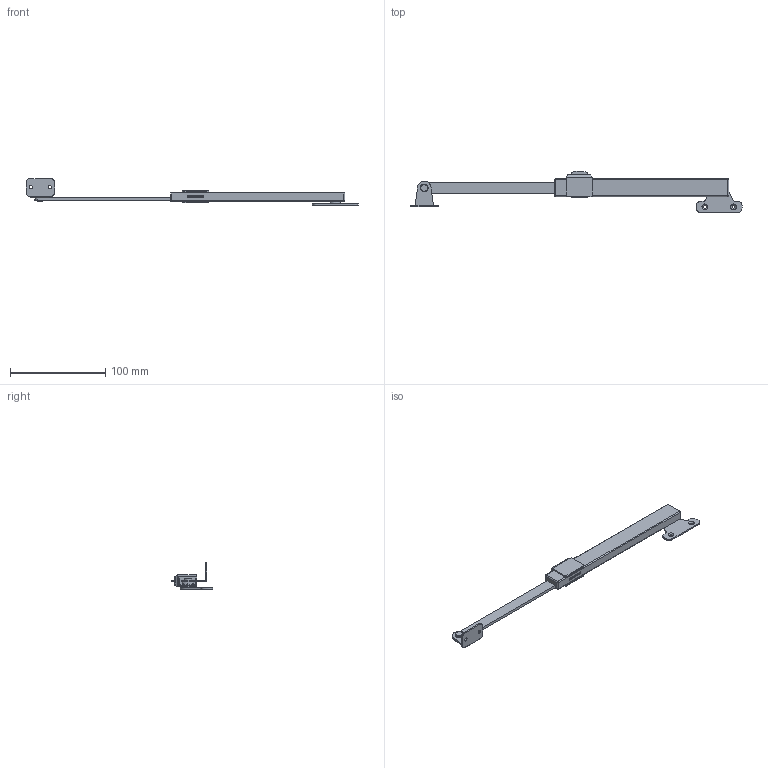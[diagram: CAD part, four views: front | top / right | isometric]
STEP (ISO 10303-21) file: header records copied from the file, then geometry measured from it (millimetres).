
FILE_DESCRIPTION (( 'STEP AP203' ), '1' );
FILE_NAME ('B-1467-1-R.STEP', '2012-01-13T07:35:30', ( '' ), ( '' ), 'SwSTEP 2.0', 'SolidWorks 2011', '' );
FILE_SCHEMA (( 'CONFIG_CONTROL_DESIGN' ));
Length unit declared in the file: millimetre
Products named in the file (9): B-1467-1-R; B-1467本体ブラケットピン__カシメ後; B-1467本体ブラケット_; B-1467ステーブラケットピン__カシメ後; B-1467僗僥乕僽儔働僢僩_; B-1467郫笖耞; B-1467ロックカバー_; B-1467僗僥乕__僗僥乕丂1; B-1467本体__本体　1R
Assembly tree (8 placements, depth 2):
  B-1467-1-R
    B-1467本体ブラケットピン__カシメ後
    B-1467本体ブラケット_
    B-1467僗僥乕僽儔働僢僩_
    B-1467ステーブラケットピン__カシメ後
    B-1467郫笖耞
    B-1467ロックカバー_
    B-1467僗僥乕__僗僥乕丂1
    B-1467本体__本体　1R
Bounding box: 348.96 x 43.4 x 28 mm (x, y, z)
Volume: 22705.9 mm3; surface area: 34304.4 mm2
Topology: 8 solids, 8 shells, 190 faces, 459 edges, 283 vertices
Faces by surface type: plane 83, cylinder 81, cone 16, sphere 10
Entity records: 6490 total; most frequent: DIRECTION 1015, CARTESIAN_POINT 981, ORIENTED_EDGE 902, EDGE_CURVE 451, AXIS2_PLACEMENT_3D 373, VERTEX_POINT 283, VECTOR 269, LINE 269
